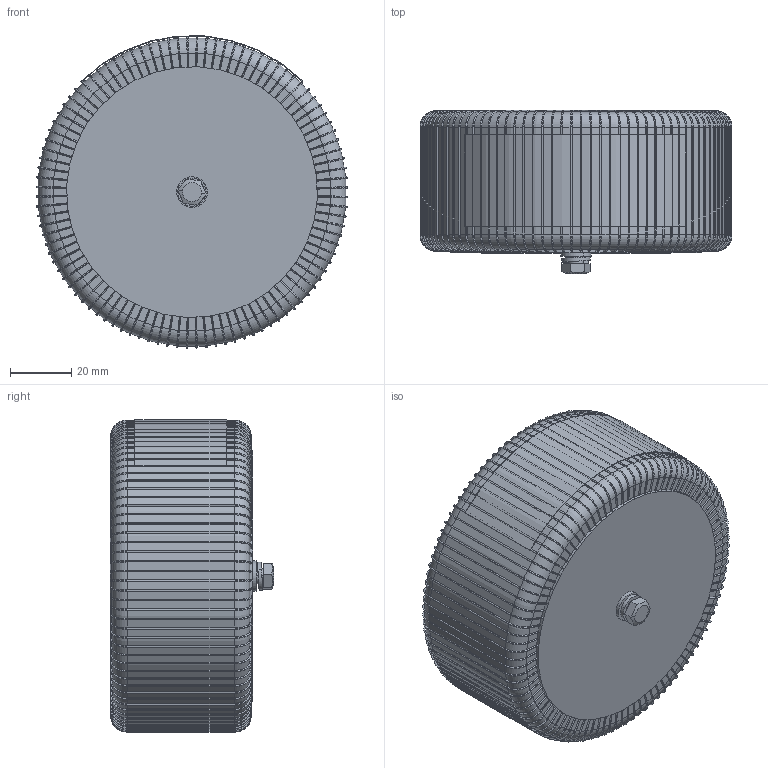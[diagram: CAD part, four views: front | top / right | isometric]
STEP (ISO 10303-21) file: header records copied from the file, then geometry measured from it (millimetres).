
FILE_DESCRIPTION (( 'STEP AP214' ), '1' );
FILE_NAME ('VTX-146-0001-60.STEP', '2025-03-09T19:33:07', ( '' ), ( '' ), 'SwSTEP 2.0', 'SolidWorks 2024', '' );
FILE_SCHEMA (( 'AUTOMOTIVE_DESIGN' ));
Length unit declared in the file: millimetre
Products named in the file (9): VTX-146-0001 SERIES LABEL; VTX-146-0001-60; VTX-146-0001 SERIES BOLT_60 VA; VTX-146-0001 SERIES CORE_60 VA; VTX-146-0001 SERIES EPOXY; VTX-146-0001 SERIES RUBBER PAD; 62561-HRSW-M5-A4; 62315-HTN-M5-A2.stp; 72518-HPW-M5-A4
Assembly tree (8 placements, depth 2):
  VTX-146-0001-60
    VTX-146-0001 SERIES CORE_60 VA
    VTX-146-0001 SERIES BOLT_60 VA
    VTX-146-0001 SERIES EPOXY
    62315-HTN-M5-A2.stp
    VTX-146-0001 SERIES RUBBER PAD
    62561-HRSW-M5-A4
    72518-HPW-M5-A4
    VTX-146-0001 SERIES LABEL
Bounding box: 101.95 x 53.3 x 102 mm (x, y, z)
Volume: 369816.2 mm3; surface area: 81026.1 mm2
Topology: 108 solids, 108 shells, 1960 faces, 4794 edges, 2852 vertices
Faces by surface type: cylinder 1092, torus 812, plane 46, bspline 6, cone 4
Entity records: 62435 total; most frequent: CARTESIAN_POINT 12211, DIRECTION 12114, ORIENTED_EDGE 9588, AXIS2_PLACEMENT_3D 5474, EDGE_CURVE 4794, CIRCLE 3509, VERTEX_POINT 2852, EDGE_LOOP 1972
